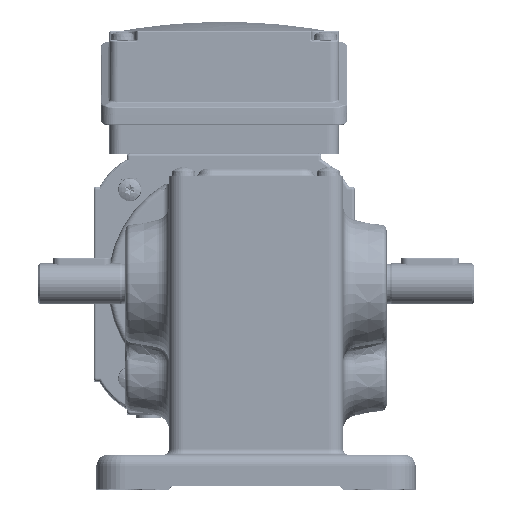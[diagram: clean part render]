
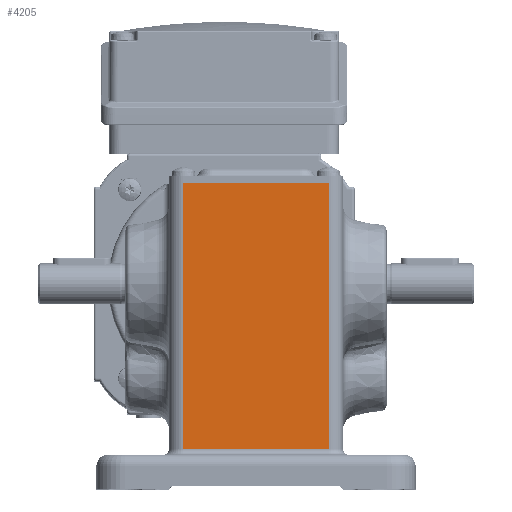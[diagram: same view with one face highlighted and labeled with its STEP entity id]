
A CAD part, top view. The second image highlights one B-rep face of the part: STEP entity #4205.
In plain terms, the highlighted planar face has unit normal (0, 0, 1).
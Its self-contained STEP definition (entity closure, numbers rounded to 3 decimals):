
#4205 = ADVANCED_FACE ( 'NONE', ( #116057 ), #12569, .F. ) ;
#7316 = EDGE_LOOP ( 'NONE', ( #37865, #121292, #228137, #47867 ) ) ;
#12569 = PLANE ( 'NONE',  #202968 ) ;
#12943 = CARTESIAN_POINT ( 'NONE',  ( -14., -57., 207. ) ) ;
#16775 = DIRECTION ( 'NONE',  ( 1., 0., 0. ) ) ;
#30591 = VERTEX_POINT ( 'NONE', #217766 ) ;
#35316 = VECTOR ( 'NONE', #121382, 1000. ) ;
#37865 = ORIENTED_EDGE ( 'NONE', *, *, #47163, .T. ) ;
#47163 = EDGE_CURVE ( 'NONE', #240501, #30591, #122812, .T. ) ;
#47867 = ORIENTED_EDGE ( 'NONE', *, *, #219028, .T. ) ;
#55830 = LINE ( 'NONE', #242514, #208208 ) ;
#71251 = CARTESIAN_POINT ( 'NONE',  ( 36., 35.5, 207. ) ) ;
#82237 = LINE ( 'NONE', #245605, #216687 ) ;
#85520 = EDGE_CURVE ( 'NONE', #96739, #243526, #238457, .T. ) ;
#85721 = EDGE_CURVE ( 'NONE', #30591, #96739, #55830, .T. ) ;
#96739 = VERTEX_POINT ( 'NONE', #166462 ) ;
#99442 = CARTESIAN_POINT ( 'NONE',  ( 36., -57., 207. ) ) ;
#108481 = DIRECTION ( 'NONE',  ( 0., 0., -1. ) ) ;
#116057 = FACE_OUTER_BOUND ( 'NONE', #7316, .T. ) ;
#121292 = ORIENTED_EDGE ( 'NONE', *, *, #85721, .T. ) ;
#121382 = DIRECTION ( 'NONE',  ( 0., -1., 0. ) ) ;
#122812 = LINE ( 'NONE', #71251, #143636 ) ;
#143636 = VECTOR ( 'NONE', #242575, 1000. ) ;
#166462 = CARTESIAN_POINT ( 'NONE',  ( -14., 34.5, 207. ) ) ;
#185553 = DIRECTION ( 'NONE',  ( -1., 0., 0. ) ) ;
#202968 = AXIS2_PLACEMENT_3D ( 'NONE', #222949, #108481, #242200 ) ;
#208208 = VECTOR ( 'NONE', #185553, 1000. ) ;
#216687 = VECTOR ( 'NONE', #16775, 1000. ) ;
#217766 = CARTESIAN_POINT ( 'NONE',  ( 36., 34.5, 207. ) ) ;
#219028 = EDGE_CURVE ( 'NONE', #243526, #240501, #82237, .T. ) ;
#222949 = CARTESIAN_POINT ( 'NONE',  ( 41., 35.5, 207. ) ) ;
#228137 = ORIENTED_EDGE ( 'NONE', *, *, #85520, .T. ) ;
#235984 = CARTESIAN_POINT ( 'NONE',  ( -14., 35.5, 207. ) ) ;
#238457 = LINE ( 'NONE', #235984, #35316 ) ;
#240501 = VERTEX_POINT ( 'NONE', #99442 ) ;
#242200 = DIRECTION ( 'NONE',  ( -1., 0., 0. ) ) ;
#242514 = CARTESIAN_POINT ( 'NONE',  ( 41., 34.5, 207. ) ) ;
#242575 = DIRECTION ( 'NONE',  ( 0., 1., 0. ) ) ;
#243526 = VERTEX_POINT ( 'NONE', #12943 ) ;
#245605 = CARTESIAN_POINT ( 'NONE',  ( 36., -57., 207. ) ) ;
